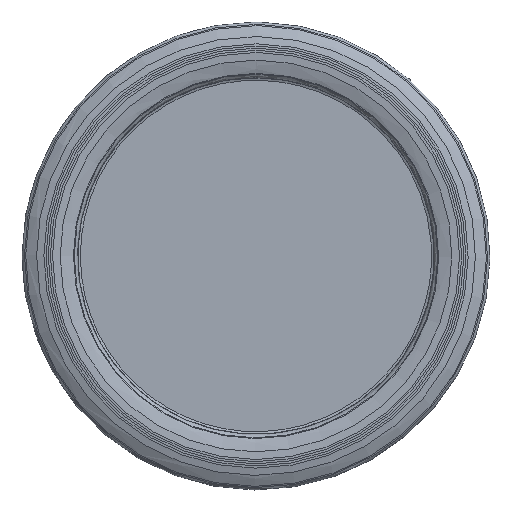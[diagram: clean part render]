
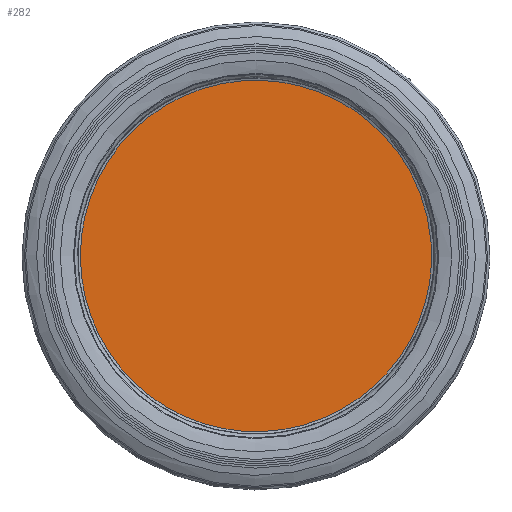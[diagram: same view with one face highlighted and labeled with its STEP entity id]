
A CAD part, front view. The second image highlights one B-rep face of the part: STEP entity #282.
In plain terms, the highlighted planar face has unit normal (0, -1, 0).
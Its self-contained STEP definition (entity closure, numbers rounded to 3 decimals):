
#171=PLANE('',#1194);
#212=FACE_OUTER_BOUND('',#606,.T.);
#282=ADVANCED_FACE('',(#212),#171,.F.);
#342=B_SPLINE_CURVE_WITH_KNOTS('',3,(#2083,#2084,#2085,#2086,#2087,#2088,
#2089,#2090,#2091,#2092,#2093,#2094,#2095,#2096,#2097,#2098,#2099,#2100,
#2101,#2102,#2103,#2104,#2105,#2106,#2107,#2108,#2109,#2110,#2111,#2112,
#2113,#2114,#2115,#2116),.UNSPECIFIED.,.T.,.F.,(2,2,2,2,2,2,2,2,2,2,2,2,
2,2,2,2,2,2,2),(-0.062,0.,0.063,0.125,0.188,0.25,0.313,
0.375,0.438,0.5,0.563,0.625,0.688,0.75,0.813,0.875,0.938,1.,1.063),
 .UNSPECIFIED.);
#606=EDGE_LOOP('',(#830));
#830=ORIENTED_EDGE('',*,*,#1032,.T.);
#920=VERTEX_POINT('',#2117);
#1032=EDGE_CURVE('',#920,#920,#342,.T.);
#1194=AXIS2_PLACEMENT_3D('',#2314,#1454,#1455);
#1454=DIRECTION('',(0.,1.,0.));
#1455=DIRECTION('',(0.,0.,1.));
#2083=CARTESIAN_POINT('',(28.793,1.775,-1.816));
#2084=CARTESIAN_POINT('',(28.276,1.775,5.723));
#2085=CARTESIAN_POINT('',(27.265,1.775,9.41));
#2086=CARTESIAN_POINT('',(23.94,1.775,16.089));
#2087=CARTESIAN_POINT('',(21.592,1.775,19.124));
#2088=CARTESIAN_POINT('',(15.973,1.775,24.016));
#2089=CARTESIAN_POINT('',(12.644,1.775,25.924));
#2090=CARTESIAN_POINT('',(5.57,1.775,28.301));
#2091=CARTESIAN_POINT('',(1.783,1.775,28.791));
#2092=CARTESIAN_POINT('',(-5.697,1.775,28.278));
#2093=CARTESIAN_POINT('',(-9.349,1.775,27.293));
#2094=CARTESIAN_POINT('',(-16.115,1.775,23.929));
#2095=CARTESIAN_POINT('',(-19.105,1.775,21.613));
#2096=CARTESIAN_POINT('',(-24.03,1.775,15.958));
#2097=CARTESIAN_POINT('',(-25.925,1.775,12.644));
#2098=CARTESIAN_POINT('',(-28.301,1.775,5.569));
#2099=CARTESIAN_POINT('',(-28.789,1.775,1.763));
#2100=CARTESIAN_POINT('',(-28.28,1.775,-5.669));
#2101=CARTESIAN_POINT('',(-27.278,1.775,-9.374));
#2102=CARTESIAN_POINT('',(-23.961,1.775,-16.056));
#2103=CARTESIAN_POINT('',(-21.63,1.775,-19.084));
#2104=CARTESIAN_POINT('',(-15.985,1.775,-24.011));
#2105=CARTESIAN_POINT('',(-12.704,1.775,-25.902));
#2106=CARTESIAN_POINT('',(-5.549,1.775,-28.311));
#2107=CARTESIAN_POINT('',(-1.796,1.775,-28.79));
#2108=CARTESIAN_POINT('',(5.691,1.775,-28.279));
#2109=CARTESIAN_POINT('',(9.372,1.775,-27.279));
#2110=CARTESIAN_POINT('',(16.06,1.775,-23.959));
#2111=CARTESIAN_POINT('',(19.096,1.775,-21.616));
#2112=CARTESIAN_POINT('',(23.996,1.775,-16.004));
#2113=CARTESIAN_POINT('',(25.909,1.775,-12.676));
#2114=CARTESIAN_POINT('',(28.293,1.775,-5.609));
#2115=CARTESIAN_POINT('',(28.793,1.775,-1.816));
#2116=CARTESIAN_POINT('',(28.276,1.775,5.723));
#2117=CARTESIAN_POINT('',(28.535,1.775,1.953));
#2314=CARTESIAN_POINT('',(0.,1.775,0.));
